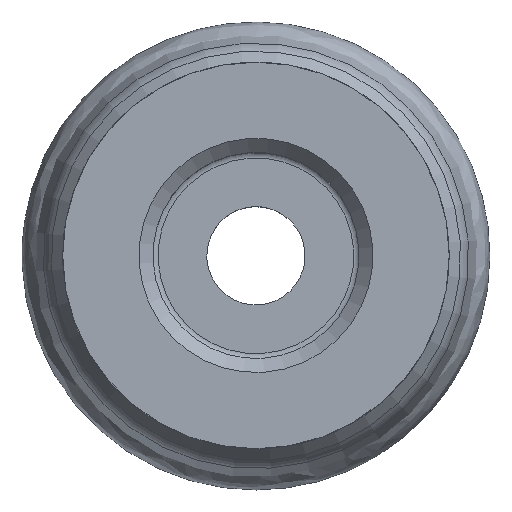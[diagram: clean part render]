
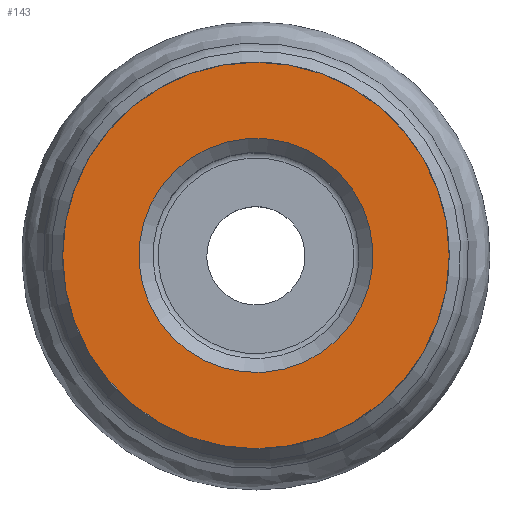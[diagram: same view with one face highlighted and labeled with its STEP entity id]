
A CAD part, top view. The second image highlights one B-rep face of the part: STEP entity #143.
In plain terms, the highlighted planar face has unit normal (0, 0, 1).
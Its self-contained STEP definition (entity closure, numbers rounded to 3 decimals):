
#111=PLANE('',#538);
#143=ADVANCED_FACE('',(#197,#198),#111,.T.);
#197=FACE_BOUND('',#246,.T.);
#198=FACE_BOUND('',#247,.T.);
#246=EDGE_LOOP('',(#294));
#247=EDGE_LOOP('',(#295));
#294=ORIENTED_EDGE('',*,*,#329,.T.);
#295=ORIENTED_EDGE('',*,*,#334,.F.);
#304=VERTEX_POINT('',#715);
#309=VERTEX_POINT('',#730);
#329=EDGE_CURVE('',#304,#304,#353,.T.);
#334=EDGE_CURVE('',#309,#309,#358,.T.);
#353=CIRCLE('',#506,20.65);
#358=CIRCLE('',#516,12.505);
#506=AXIS2_PLACEMENT_3D('',#714,#594,#595);
#516=AXIS2_PLACEMENT_3D('',#729,#614,#615);
#538=AXIS2_PLACEMENT_3D('',#762,#658,#659);
#594=DIRECTION('',(0.,0.,1.));
#595=DIRECTION('',(1.,0.,0.));
#614=DIRECTION('',(0.,0.,1.));
#615=DIRECTION('',(-0.242,0.97,0.));
#658=DIRECTION('',(0.,0.,1.));
#659=DIRECTION('',(-0.242,0.97,0.));
#714=CARTESIAN_POINT('',(0.,0.,0.));
#715=CARTESIAN_POINT('',(20.65,0.,0.));
#729=CARTESIAN_POINT('',(0.,0.,0.));
#730=CARTESIAN_POINT('',(-3.025,12.134,0.));
#762=CARTESIAN_POINT('',(-20.65,0.,0.));
